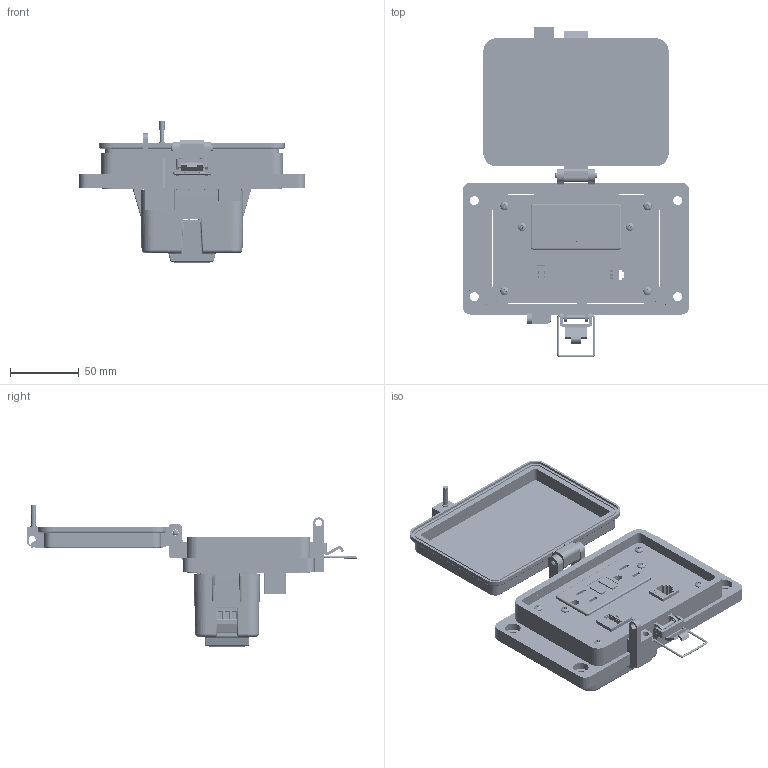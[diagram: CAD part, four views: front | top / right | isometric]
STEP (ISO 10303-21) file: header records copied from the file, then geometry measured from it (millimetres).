
FILE_DESCRIPTION (( 'STEP AP203' ), '1' );
FILE_NAME ('P-Q50R2-M3RF0_3D.STEP', '2021-12-09T16:11:13', ( '' ), ( '' ), 'SwSTEP 2.0', 'SolidWorks 2019', '' );
FILE_SCHEMA (( 'CONFIG_CONTROL_DESIGN' ));
Length unit declared in the file: millimetre
Products named in the file (19): 92005A124_METRIC PAN HEAD PHILLIPS MACHINE SCREW_92005A124; Z-000-440716FH_90273A416; Z-120-RIOF-SHELL_WOE; R2; P-Q50R2-M3RF0_TP060_1; RF_WOE; P-Q50R2-M3RF0_BP180_1; M3PH_12M3; Z-000-4243316TFP; P-Q50R2-M3RF0_3D; Q51; P-Q50R2-M3RF0_FP060_1; Z-300-USB-AB-FF; Z-200-OTLT-GFIH-15A_sheared; Z-300-RJ45CAT5; -M3; Z-002-4401_4HN_90675A005; Z-200-OTLT-RIOF-15A_WOE; Z-H-M3_B
Assembly tree (25 placements, depth 4):
  P-Q50R2-M3RF0_3D
    P-Q50R2-M3RF0_BP180_1
    P-Q50R2-M3RF0_TP060_1
    Z-000-4243316TFP  x2
    Q51
      Z-300-USB-AB-FF
    Z-002-4401_4HN_90675A005  x2
    Z-000-440716FH_90273A416  x2
    P-Q50R2-M3RF0_FP060_1
    RF_WOE
      Z-200-OTLT-RIOF-15A_WOE
        Z-120-RIOF-SHELL_WOE
        Z-200-OTLT-GFIH-15A_sheared
    M3PH_12M3  x2
    R2
      Z-300-RJ45CAT5
    -M3
      Z-H-M3_B
    92005A124_METRIC PAN HEAD PHILLIPS MACHINE SCREW_92005A124  x4
Bounding box: 164.96 x 240.59 x 103.95 mm (x, y, z)
Volume: 363424.9 mm3; surface area: 215219.2 mm2
Topology: 44 solids, 50 shells, 6479 faces, 17090 edges, 10911 vertices
Faces by surface type: plane 2498, cylinder 2299, bspline 1329, cone 214, torus 77, sphere 62
Entity records: 238502 total; most frequent: CARTESIAN_POINT 113587, ORIENTED_EDGE 28742, DIRECTION 20643, EDGE_CURVE 14371, VERTEX_POINT 9121, LINE 8169, VECTOR 8169, AXIS2_PLACEMENT_3D 6237
